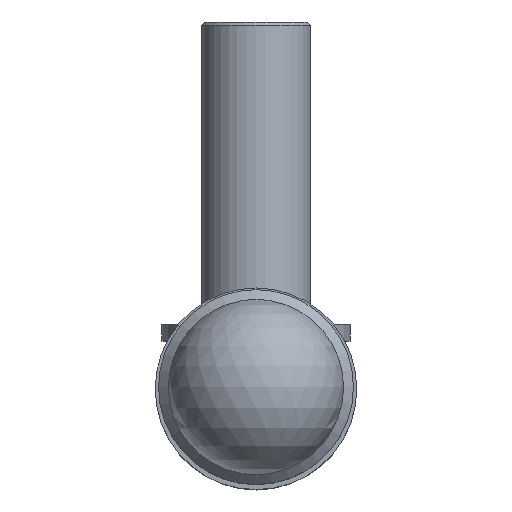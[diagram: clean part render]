
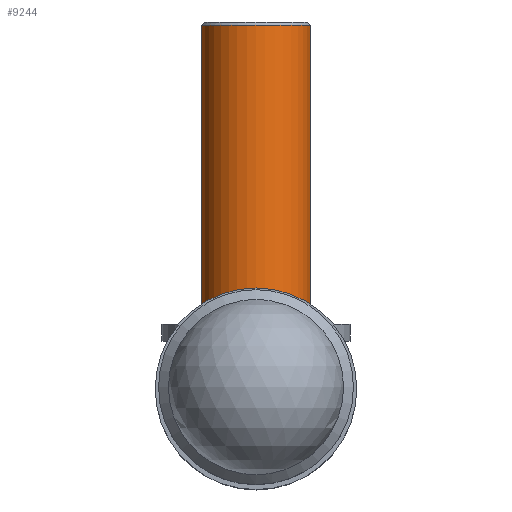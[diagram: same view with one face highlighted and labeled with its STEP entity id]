
A CAD part, top view. The second image highlights one B-rep face of the part: STEP entity #9244.
In plain terms, the highlighted cylindrical face has radius 8.1 mm (diameter 16.2 mm), a full revolution.
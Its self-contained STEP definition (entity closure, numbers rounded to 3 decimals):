
#403 = VERTEX_POINT ( 'NONE', #14146 ) ;
#646 = CIRCLE ( 'NONE', #5165, 8.1 ) ;
#2031 = CARTESIAN_POINT ( 'NONE',  ( 0., 9.7, -86. ) ) ;
#2314 = CARTESIAN_POINT ( 'NONE',  ( 0., 54.2, -77.9 ) ) ;
#2383 = AXIS2_PLACEMENT_3D ( 'NONE', #6740, #14108, #15269 ) ;
#3135 = ORIENTED_EDGE ( 'NONE', *, *, #6844, .F. ) ;
#3895 = DIRECTION ( 'NONE',  ( 0., 0., -1. ) ) ;
#5165 = AXIS2_PLACEMENT_3D ( 'NONE', #2031, #9092, #9147 ) ;
#6740 = CARTESIAN_POINT ( 'NONE',  ( 0., 54.2, -86. ) ) ;
#6844 = EDGE_CURVE ( 'NONE', #403, #403, #646, .T. ) ;
#8402 = CIRCLE ( 'NONE', #2383, 8.1 ) ;
#8801 = FACE_OUTER_BOUND ( 'NONE', #10919, .T. ) ;
#9092 = DIRECTION ( 'NONE',  ( 0., -1., 0. ) ) ;
#9147 = DIRECTION ( 'NONE',  ( 0., 0., -1. ) ) ;
#9244 = ADVANCED_FACE ( 'NONE', ( #8801, #14419 ), #11414, .T. ) ;
#9399 = ORIENTED_EDGE ( 'NONE', *, *, #11130, .T. ) ;
#9845 = DIRECTION ( 'NONE',  ( 0., -1., 0. ) ) ;
#10203 = AXIS2_PLACEMENT_3D ( 'NONE', #14469, #9845, #3895 ) ;
#10357 = VERTEX_POINT ( 'NONE', #2314 ) ;
#10919 = EDGE_LOOP ( 'NONE', ( #9399 ) ) ;
#11130 = EDGE_CURVE ( 'NONE', #10357, #10357, #8402, .T. ) ;
#11414 = CYLINDRICAL_SURFACE ( 'NONE', #10203, 8.1 ) ;
#12778 = EDGE_LOOP ( 'NONE', ( #3135 ) ) ;
#14108 = DIRECTION ( 'NONE',  ( 0., -1., 0. ) ) ;
#14146 = CARTESIAN_POINT ( 'NONE',  ( 0., 9.7, -94.1 ) ) ;
#14419 = FACE_OUTER_BOUND ( 'NONE', #12778, .T. ) ;
#14469 = CARTESIAN_POINT ( 'NONE',  ( 0., 0., -86. ) ) ;
#15269 = DIRECTION ( 'NONE',  ( 0., 0., 1. ) ) ;
